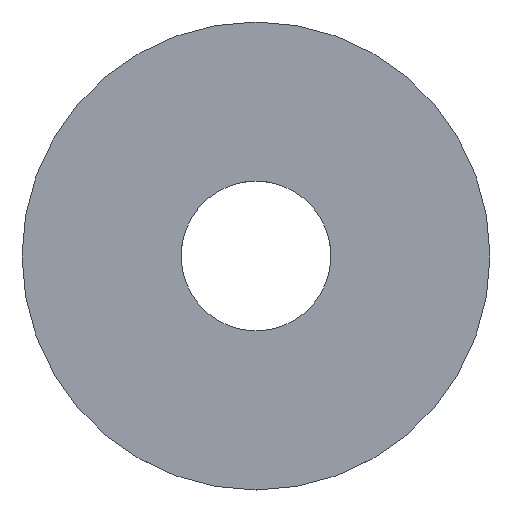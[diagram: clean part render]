
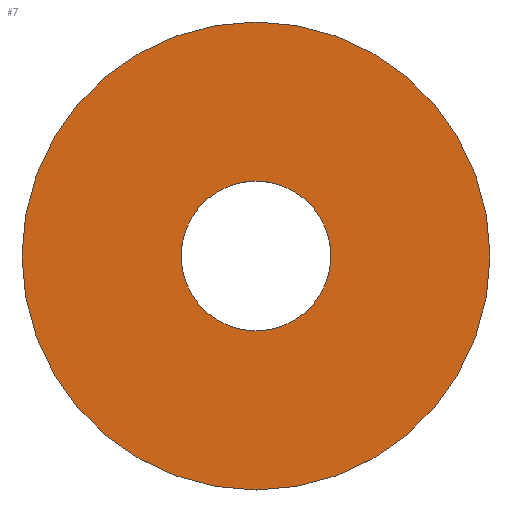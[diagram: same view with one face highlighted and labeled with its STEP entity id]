
A CAD part, top view. The second image highlights one B-rep face of the part: STEP entity #7.
In plain terms, the highlighted planar face has unit normal (0, 0, 1).
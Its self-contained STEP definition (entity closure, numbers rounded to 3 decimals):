
#3 = CIRCLE ( 'NONE', #122, 4. ) ;
#5 = ORIENTED_EDGE ( 'NONE', *, *, #79, .F. ) ;
#7 = ADVANCED_FACE ( 'NONE', ( #112, #20 ), #161, .T. ) ;
#8 = DIRECTION ( 'NONE',  ( 0., 0., -1. ) ) ;
#20 = FACE_OUTER_BOUND ( 'NONE', #131, .T. ) ;
#22 = CARTESIAN_POINT ( 'NONE',  ( 0., 0., 0.25 ) ) ;
#42 = DIRECTION ( 'NONE',  ( 0., -1., 0. ) ) ;
#45 = CARTESIAN_POINT ( 'NONE',  ( 0., 12.5, 0.25 ) ) ;
#47 = CARTESIAN_POINT ( 'NONE',  ( 0., 4., 0.25 ) ) ;
#57 = DIRECTION ( 'NONE',  ( 0., 0., -1. ) ) ;
#66 = AXIS2_PLACEMENT_3D ( 'NONE', #147, #82, #42 ) ;
#76 = AXIS2_PLACEMENT_3D ( 'NONE', #124, #57, #97 ) ;
#79 = EDGE_CURVE ( 'NONE', #166, #166, #108, .T. ) ;
#82 = DIRECTION ( 'NONE',  ( 0., 0., 1. ) ) ;
#97 = DIRECTION ( 'NONE',  ( 0., 1., 0. ) ) ;
#108 = CIRCLE ( 'NONE', #76, 12.5 ) ;
#111 = EDGE_CURVE ( 'NONE', #162, #162, #3, .T. ) ;
#112 = FACE_BOUND ( 'NONE', #123, .T. ) ;
#121 = ORIENTED_EDGE ( 'NONE', *, *, #111, .T. ) ;
#122 = AXIS2_PLACEMENT_3D ( 'NONE', #22, #8, #160 ) ;
#123 = EDGE_LOOP ( 'NONE', ( #121 ) ) ;
#124 = CARTESIAN_POINT ( 'NONE',  ( 0., 0., 0.25 ) ) ;
#131 = EDGE_LOOP ( 'NONE', ( #5 ) ) ;
#147 = CARTESIAN_POINT ( 'NONE',  ( 0., 4., 0.25 ) ) ;
#160 = DIRECTION ( 'NONE',  ( 0., 1., 0. ) ) ;
#161 = PLANE ( 'NONE',  #66 ) ;
#162 = VERTEX_POINT ( 'NONE', #47 ) ;
#166 = VERTEX_POINT ( 'NONE', #45 ) ;
